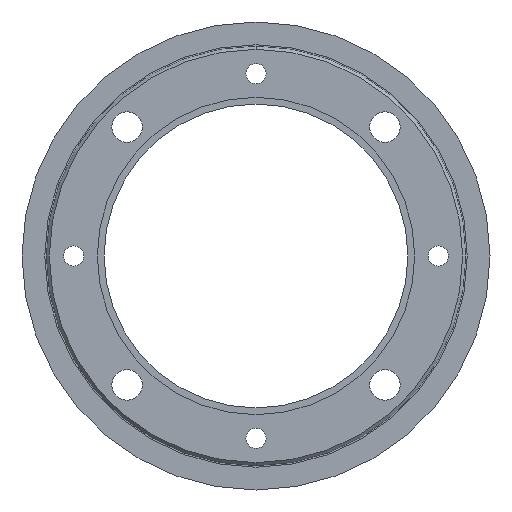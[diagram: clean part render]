
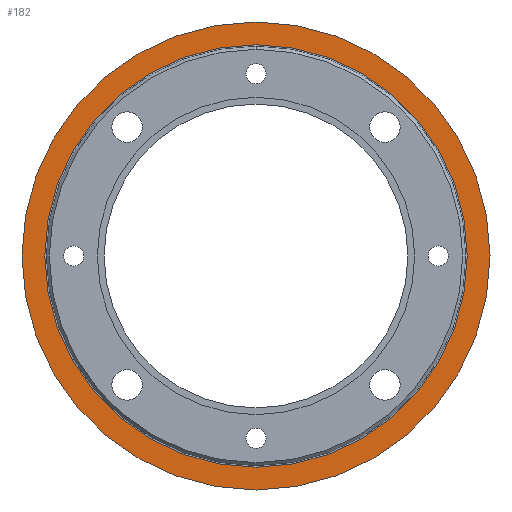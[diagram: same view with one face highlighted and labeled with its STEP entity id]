
A CAD part, front view. The second image highlights one B-rep face of the part: STEP entity #182.
In plain terms, the highlighted planar face has unit normal (0, -1, 0).
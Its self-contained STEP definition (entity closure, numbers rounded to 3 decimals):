
#34 = DIRECTION ( 'NONE',  ( 0., 0., 1. ) ) ;
#91 = EDGE_CURVE ( 'NONE', #1460, #1374, #117, .T. ) ;
#117 = CIRCLE ( 'NONE', #1069, 34.75 ) ;
#132 = EDGE_CURVE ( 'NONE', #1361, #1489, #958, .T. ) ;
#165 = FACE_BOUND ( 'NONE', #635, .T. ) ;
#182 = ADVANCED_FACE ( 'NONE', ( #165, #410 ), #680, .F. ) ;
#259 = EDGE_LOOP ( 'NONE', ( #275, #1103 ) ) ;
#275 = ORIENTED_EDGE ( 'NONE', *, *, #861, .F. ) ;
#381 = DIRECTION ( 'NONE',  ( 0., 0., 1. ) ) ;
#392 = CARTESIAN_POINT ( 'NONE',  ( 0., 2.5, 0. ) ) ;
#410 = FACE_OUTER_BOUND ( 'NONE', #259, .T. ) ;
#509 = CARTESIAN_POINT ( 'NONE',  ( 0., 2.5, 0. ) ) ;
#521 = AXIS2_PLACEMENT_3D ( 'NONE', #392, #659, #1316 ) ;
#635 = EDGE_LOOP ( 'NONE', ( #1438, #1531 ) ) ;
#643 = CARTESIAN_POINT ( 'NONE',  ( 0., 2.5, 0. ) ) ;
#659 = DIRECTION ( 'NONE',  ( 0., 1., 0. ) ) ;
#680 = PLANE ( 'NONE',  #818 ) ;
#757 = DIRECTION ( 'NONE',  ( 0., 0., 1. ) ) ;
#804 = DIRECTION ( 'NONE',  ( 0., 1., 0. ) ) ;
#818 = AXIS2_PLACEMENT_3D ( 'NONE', #927, #1542, #381 ) ;
#861 = EDGE_CURVE ( 'NONE', #1489, #1361, #1196, .T. ) ;
#911 = DIRECTION ( 'NONE',  ( 0., 0., 1. ) ) ;
#916 = DIRECTION ( 'NONE',  ( 0., 1., 0. ) ) ;
#927 = CARTESIAN_POINT ( 'NONE',  ( 0., 2.5, 0. ) ) ;
#954 = CIRCLE ( 'NONE', #1094, 34.75 ) ;
#958 = CIRCLE ( 'NONE', #521, 38.5 ) ;
#994 = EDGE_CURVE ( 'NONE', #1374, #1460, #954, .T. ) ;
#1057 = CARTESIAN_POINT ( 'NONE',  ( 0., 2.5, 34.75 ) ) ;
#1069 = AXIS2_PLACEMENT_3D ( 'NONE', #643, #804, #911 ) ;
#1094 = AXIS2_PLACEMENT_3D ( 'NONE', #1478, #1351, #34 ) ;
#1103 = ORIENTED_EDGE ( 'NONE', *, *, #132, .F. ) ;
#1196 = CIRCLE ( 'NONE', #1402, 38.5 ) ;
#1200 = CARTESIAN_POINT ( 'NONE',  ( 0., 2.5, -38.5 ) ) ;
#1316 = DIRECTION ( 'NONE',  ( 0., 0., 1. ) ) ;
#1351 = DIRECTION ( 'NONE',  ( 0., 1., 0. ) ) ;
#1361 = VERTEX_POINT ( 'NONE', #1664 ) ;
#1374 = VERTEX_POINT ( 'NONE', #1656 ) ;
#1402 = AXIS2_PLACEMENT_3D ( 'NONE', #509, #916, #757 ) ;
#1438 = ORIENTED_EDGE ( 'NONE', *, *, #994, .T. ) ;
#1460 = VERTEX_POINT ( 'NONE', #1057 ) ;
#1478 = CARTESIAN_POINT ( 'NONE',  ( 0., 2.5, 0. ) ) ;
#1489 = VERTEX_POINT ( 'NONE', #1200 ) ;
#1531 = ORIENTED_EDGE ( 'NONE', *, *, #91, .T. ) ;
#1542 = DIRECTION ( 'NONE',  ( 0., 1., 0. ) ) ;
#1656 = CARTESIAN_POINT ( 'NONE',  ( 0., 2.5, -34.75 ) ) ;
#1664 = CARTESIAN_POINT ( 'NONE',  ( 0., 2.5, 38.5 ) ) ;
